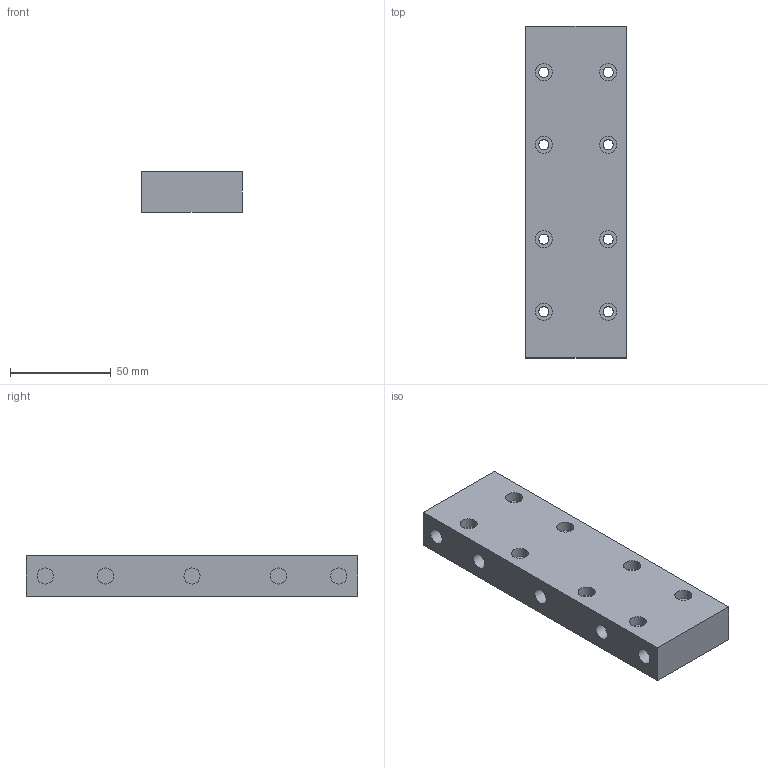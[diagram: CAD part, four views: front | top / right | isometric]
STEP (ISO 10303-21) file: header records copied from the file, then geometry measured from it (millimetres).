
FILE_DESCRIPTION(/* description */ ('','CAx-IF Rec.Pracs.---Representation and Presentation of Product Manufacturing Information (PMI)---4.0---2014-10-13'),/* implementation_level */ '2;1');
FILE_NAME(/* name */ 'right_bearing_block.step',/* time_stamp */ '2025-01-15T01:50:09+05:30',/* author */ (''),/* organization */ (''),/* preprocessor_version */ 'ST-DEVELOPER v20',/* originating_system */ 'Autodesk Translation Framework v13.20.0.188',/* authorisation */ '');
FILE_SCHEMA (('AP242_MANAGED_MODEL_BASED_3D_ENGINEERING_MIM_LF { 1 0 10303 442 1 1 4 }'));
Length unit declared in the file: millimetre
Products named in the file (1): right_bearing_block
Bounding box: 50 x 165 x 20 mm (x, y, z)
Volume: 152834.2 mm3; surface area: 31508.8 mm2
Topology: 1 solids, 1 shells, 40 faces, 75 edges, 50 vertices
Faces by surface type: cylinder 21, plane 19
Full cylindrical faces by diameter (mm): 5 x8, 8 x5, 8.5 x8
Entity records: 1093 total; most frequent: DIRECTION 199, CARTESIAN_POINT 166, ORIENTED_EDGE 150, AXIS2_PLACEMENT_3D 83, EDGE_CURVE 75, EDGE_LOOP 69, VERTEX_POINT 50, CIRCLE 42
